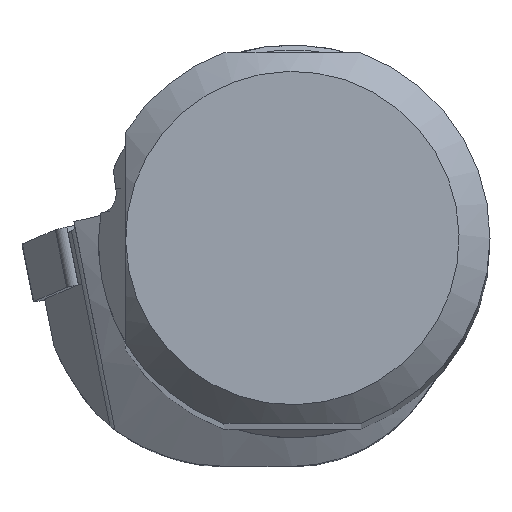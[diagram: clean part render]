
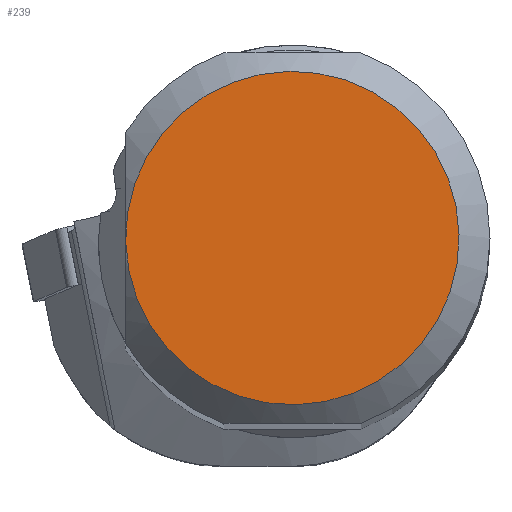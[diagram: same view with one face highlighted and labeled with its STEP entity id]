
A CAD part, top view. The second image highlights one B-rep face of the part: STEP entity #239.
In plain terms, the highlighted planar face has unit normal (0, 0, 1).
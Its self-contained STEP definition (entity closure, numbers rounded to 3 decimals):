
#177=FACE_OUTER_BOUND('',#499,.T.);
#239=ADVANCED_FACE('CU_SU_BP3',(#177),#284,.F.);
#284=PLANE('',#1364);
#499=EDGE_LOOP('',(#723));
#723=ORIENTED_EDGE('',*,*,#1084,.T.);
#950=VERTEX_POINT('',#2101);
#1084=EDGE_CURVE('',#950,#950,#1176,.T.);
#1176=CIRCLE('',#1351,13.489);
#1351=AXIS2_PLACEMENT_3D('',#2100,#1606,#1607);
#1364=AXIS2_PLACEMENT_3D('',#2183,#1638,#1639);
#1606=DIRECTION('',(0.,0.,1.));
#1607=DIRECTION('',(-0.981,-0.194,0.));
#1638=DIRECTION('',(0.,0.,-1.));
#1639=DIRECTION('',(-0.981,-0.194,0.));
#2100=CARTESIAN_POINT('',(0.,0.,
0.));
#2101=CARTESIAN_POINT('',(-13.234,-2.614,0.));
#2183=CARTESIAN_POINT('',(-15.989,0.,0.));
